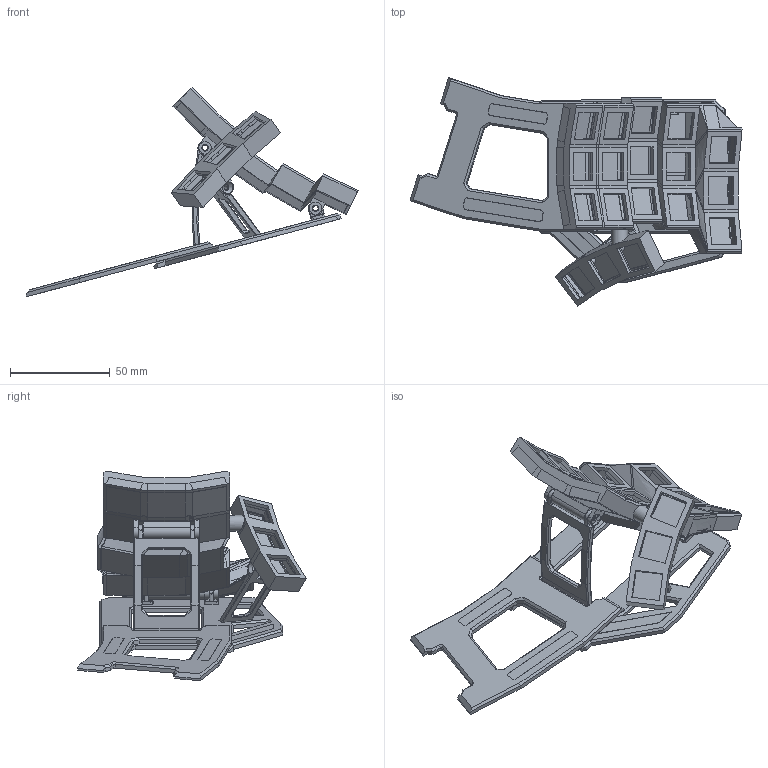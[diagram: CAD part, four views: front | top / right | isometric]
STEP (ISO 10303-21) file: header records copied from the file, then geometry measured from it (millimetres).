
FILE_DESCRIPTION(/* description */ (''),/* implementation_level */ '2;1');
FILE_NAME(/* name */ 'vfk-001 v39.step',/* time_stamp */ '2023-02-11T09:29:36+07:00',/* author */ (''),/* organization */ (''),/* preprocessor_version */ 'ST-DEVELOPER v19',/* originating_system */ 'Autodesk Translation Framework v11.7.0.108',/* authorisation */ '');
FILE_SCHEMA (('AUTOMOTIVE_DESIGN { 1 0 10303 214 3 1 1 }'));
Length unit declared in the file: millimetre
Products named in the file (12): vfk-001; mcu; hp socket; arca (1); holder; front support; bottom; cluster; cluster bottom; cluster sleeve; cluster support; split hub compact
Assembly tree (11 placements, depth 2):
  vfk-001
    mcu
    hp socket
    arca (1)
    holder
    front support
    bottom
    cluster
    cluster bottom
    cluster sleeve
    cluster support
    split hub compact
Bounding box: 166.62 x 114.76 x 105.13 mm (x, y, z)
Volume: 62233.1 mm3; surface area: 72992.9 mm2
Topology: 16 solids, 16 shells, 1566 faces, 3983 edges, 2486 vertices
Faces by surface type: plane 1246, bspline 177, cylinder 121, cone 22
Full cylindrical faces by diameter (mm): 1.7 x4, 1.8 x12, 2.7 x7, 2.8 x2, 3 x2, 3.2 x4, 3.5 x2, 4 x4, 4.6 x1, 5 x1, 5.98 x1, 6 x2, 7 x2, 7.2 x2, 8 x1, 8.5 x8, 10.2 x6
Entity records: 49492 total; most frequent: CARTESIAN_POINT 11820, ORIENTED_EDGE 7968, DIRECTION 7048, EDGE_CURVE 3984, LINE 3502, VECTOR 3502, VERTEX_POINT 2486, AXIS2_PLACEMENT_3D 1773
